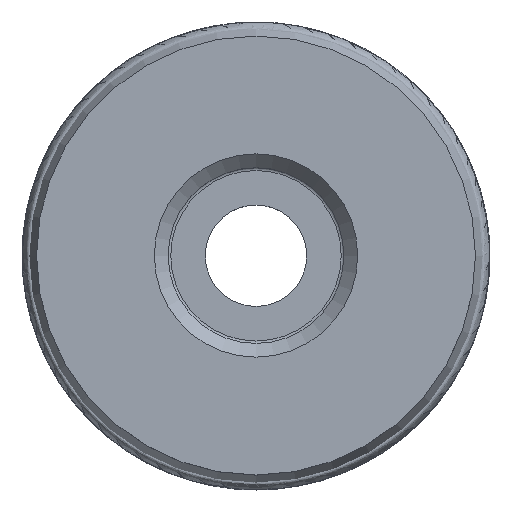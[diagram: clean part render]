
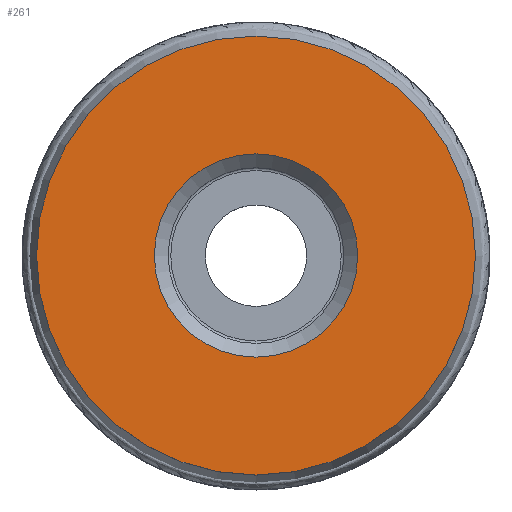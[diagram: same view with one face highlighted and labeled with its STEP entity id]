
A CAD part, top view. The second image highlights one B-rep face of the part: STEP entity #261.
In plain terms, the highlighted planar face has unit normal (0, 0, 1).
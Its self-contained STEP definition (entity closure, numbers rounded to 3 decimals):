
#102=PLANE('',#498);
#109=EDGE_LOOP('',(#155));
#110=EDGE_LOOP('',(#156));
#155=ORIENTED_EDGE('',*,*,#201,.T.);
#156=ORIENTED_EDGE('',*,*,#202,.T.);
#201=EDGE_CURVE('',#335,#335,#224,.T.);
#202=EDGE_CURVE('',#336,#336,#225,.T.);
#224=CIRCLE('',#496,22.056);
#225=CIRCLE('',#497,47.625);
#261=ADVANCED_FACE('',(#287,#288),#102,.T.);
#287=FACE_BOUND('',#109,.T.);
#288=FACE_BOUND('',#110,.T.);
#335=VERTEX_POINT('',#16105);
#336=VERTEX_POINT('',#16107);
#496=AXIS2_PLACEMENT_3D('',#16104,#574,#575);
#497=AXIS2_PLACEMENT_3D('',#16106,#576,#577);
#498=AXIS2_PLACEMENT_3D('',#16108,#578,#579);
#574=DIRECTION('',(0.,0.,-1.));
#575=DIRECTION('',(0.,-1.,0.));
#576=DIRECTION('',(0.,0.,1.));
#577=DIRECTION('',(1.,0.,0.));
#578=DIRECTION('',(0.,0.,1.));
#579=DIRECTION('',(1.,0.,0.));
#16104=CARTESIAN_POINT('',(0.,0.,0.));
#16105=CARTESIAN_POINT('',(0.,-22.056,0.));
#16106=CARTESIAN_POINT('',(0.,0.,0.));
#16107=CARTESIAN_POINT('',(47.625,0.,0.));
#16108=CARTESIAN_POINT('',(0.,47.625,0.));
